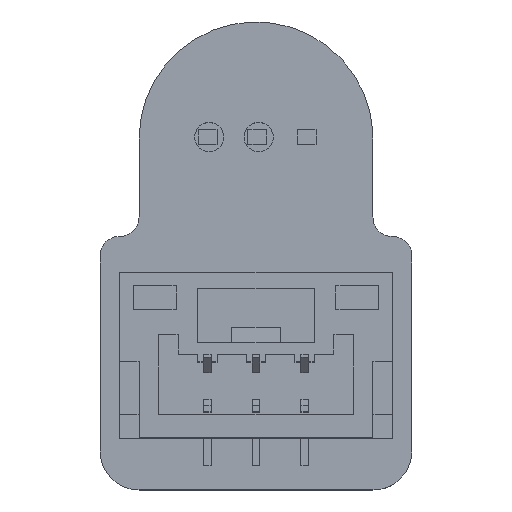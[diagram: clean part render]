
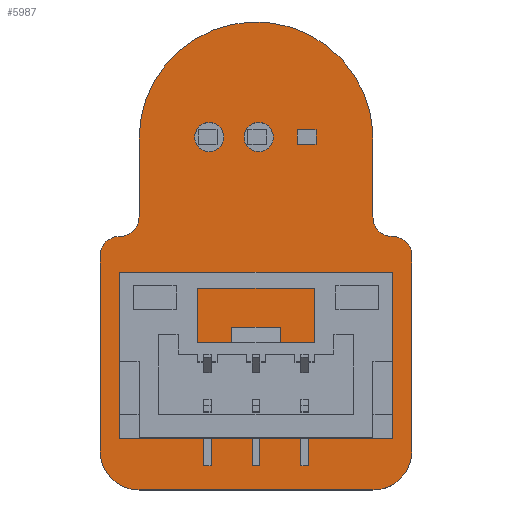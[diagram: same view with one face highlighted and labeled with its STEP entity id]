
A CAD part, top view. The second image highlights one B-rep face of the part: STEP entity #5987.
In plain terms, the highlighted planar face has unit normal (0, 0, 1).
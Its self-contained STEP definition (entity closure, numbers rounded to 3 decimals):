
#5733 = VERTEX_POINT('',#5734);
#5734 = CARTESIAN_POINT('',(139.,-81.,1.6));
#5740 = EDGE_CURVE('',#5733,#5741,#5743,.T.);
#5741 = VERTEX_POINT('',#5742);
#5742 = CARTESIAN_POINT('',(144.997,-80.825,1.6));
#5743 = CIRCLE('',#5744,3.001);
#5744 = AXIS2_PLACEMENT_3D('',#5745,#5746,#5747);
#5745 = CARTESIAN_POINT('',(142.001,-80.999,1.6));
#5746 = DIRECTION('',(0.,0.,-1.));
#5747 = DIRECTION('',(-1.,0.,-0.));
#5775 = VERTEX_POINT('',#5776);
#5776 = CARTESIAN_POINT('',(139.,-83.,1.6));
#5782 = EDGE_CURVE('',#5775,#5733,#5783,.T.);
#5783 = LINE('',#5784,#5785);
#5784 = CARTESIAN_POINT('',(139.,-83.,1.6));
#5785 = VECTOR('',#5786,1.);
#5786 = DIRECTION('',(0.,1.,0.));
#5804 = EDGE_CURVE('',#5741,#5805,#5807,.T.);
#5805 = VERTEX_POINT('',#5806);
#5806 = CARTESIAN_POINT('',(145.,-81.,1.6));
#5807 = LINE('',#5808,#5809);
#5808 = CARTESIAN_POINT('',(144.997,-80.825,1.6));
#5809 = VECTOR('',#5810,1.);
#5810 = DIRECTION('',(0.015,-1.,0.));
#5987 = ADVANCED_FACE('',(#5988,#6117,#6128),#6139,.T.);
#5988 = FACE_BOUND('',#5989,.T.);
#5989 = EDGE_LOOP('',(#5990,#5991,#5992,#6000,#6009,#6017,#6026,#6034,
    #6043,#6051,#6059,#6068,#6076,#6084,#6093,#6101,#6110,#6116));
#5990 = ORIENTED_EDGE('',*,*,#5740,.F.);
#5991 = ORIENTED_EDGE('',*,*,#5782,.F.);
#5992 = ORIENTED_EDGE('',*,*,#5993,.F.);
#5993 = EDGE_CURVE('',#5994,#5775,#5996,.T.);
#5994 = VERTEX_POINT('',#5995);
#5995 = CARTESIAN_POINT('',(138.998,-83.066,1.6));
#5996 = LINE('',#5997,#5998);
#5997 = CARTESIAN_POINT('',(138.998,-83.066,1.6));
#5998 = VECTOR('',#5999,1.);
#5999 = DIRECTION('',(0.033,0.999,0.));
#6000 = ORIENTED_EDGE('',*,*,#6001,.F.);
#6001 = EDGE_CURVE('',#6002,#5994,#6004,.T.);
#6002 = VERTEX_POINT('',#6003);
#6003 = CARTESIAN_POINT('',(138.5,-83.5,1.6));
#6004 = CIRCLE('',#6005,0.498);
#6005 = AXIS2_PLACEMENT_3D('',#6006,#6007,#6008);
#6006 = CARTESIAN_POINT('',(138.504,-83.002,1.6));
#6007 = DIRECTION('',(0.,0.,1.));
#6008 = DIRECTION('',(-0.008,-1.,0.));
#6009 = ORIENTED_EDGE('',*,*,#6010,.F.);
#6010 = EDGE_CURVE('',#6011,#6002,#6013,.T.);
#6011 = VERTEX_POINT('',#6012);
#6012 = CARTESIAN_POINT('',(138.434,-83.502,1.6));
#6013 = LINE('',#6014,#6015);
#6014 = CARTESIAN_POINT('',(138.434,-83.502,1.6));
#6015 = VECTOR('',#6016,1.);
#6016 = DIRECTION('',(0.999,0.033,0.));
#6017 = ORIENTED_EDGE('',*,*,#6018,.F.);
#6018 = EDGE_CURVE('',#6019,#6011,#6021,.T.);
#6019 = VERTEX_POINT('',#6020);
#6020 = CARTESIAN_POINT('',(138.,-84.,1.6));
#6021 = CIRCLE('',#6022,0.498);
#6022 = AXIS2_PLACEMENT_3D('',#6023,#6024,#6025);
#6023 = CARTESIAN_POINT('',(138.498,-83.996,1.6));
#6024 = DIRECTION('',(0.,0.,-1.));
#6025 = DIRECTION('',(-1.,-0.008,-0.));
#6026 = ORIENTED_EDGE('',*,*,#6027,.F.);
#6027 = EDGE_CURVE('',#6028,#6019,#6030,.T.);
#6028 = VERTEX_POINT('',#6029);
#6029 = CARTESIAN_POINT('',(138.,-89.,1.6));
#6030 = LINE('',#6031,#6032);
#6031 = CARTESIAN_POINT('',(138.,-89.,1.6));
#6032 = VECTOR('',#6033,1.);
#6033 = DIRECTION('',(0.,1.,0.));
#6034 = ORIENTED_EDGE('',*,*,#6035,.F.);
#6035 = EDGE_CURVE('',#6036,#6028,#6038,.T.);
#6036 = VERTEX_POINT('',#6037);
#6037 = CARTESIAN_POINT('',(139.,-90.,1.6));
#6038 = CIRCLE('',#6039,1.);
#6039 = AXIS2_PLACEMENT_3D('',#6040,#6041,#6042);
#6040 = CARTESIAN_POINT('',(139.,-89.,1.6));
#6041 = DIRECTION('',(0.,0.,-1.));
#6042 = DIRECTION('',(0.,-1.,0.));
#6043 = ORIENTED_EDGE('',*,*,#6044,.F.);
#6044 = EDGE_CURVE('',#6045,#6036,#6047,.T.);
#6045 = VERTEX_POINT('',#6046);
#6046 = CARTESIAN_POINT('',(145.,-90.,1.6));
#6047 = LINE('',#6048,#6049);
#6048 = CARTESIAN_POINT('',(145.,-90.,1.6));
#6049 = VECTOR('',#6050,1.);
#6050 = DIRECTION('',(-1.,0.,0.));
#6051 = ORIENTED_EDGE('',*,*,#6052,.F.);
#6052 = EDGE_CURVE('',#6053,#6045,#6055,.T.);
#6053 = VERTEX_POINT('',#6054);
#6054 = CARTESIAN_POINT('',(145.098,-89.998,1.6));
#6055 = LINE('',#6056,#6057);
#6056 = CARTESIAN_POINT('',(145.098,-89.998,1.6));
#6057 = VECTOR('',#6058,1.);
#6058 = DIRECTION('',(-1.,-0.024,0.));
#6059 = ORIENTED_EDGE('',*,*,#6060,.F.);
#6060 = EDGE_CURVE('',#6061,#6053,#6063,.T.);
#6061 = VERTEX_POINT('',#6062);
#6062 = CARTESIAN_POINT('',(146.,-89.,1.6));
#6063 = CIRCLE('',#6064,0.998);
#6064 = AXIS2_PLACEMENT_3D('',#6065,#6066,#6067);
#6065 = CARTESIAN_POINT('',(145.002,-89.004,1.6));
#6066 = DIRECTION('',(0.,0.,-1.));
#6067 = DIRECTION('',(1.,0.004,0.));
#6068 = ORIENTED_EDGE('',*,*,#6069,.F.);
#6069 = EDGE_CURVE('',#6070,#6061,#6072,.T.);
#6070 = VERTEX_POINT('',#6071);
#6071 = CARTESIAN_POINT('',(146.,-84.,1.6));
#6072 = LINE('',#6073,#6074);
#6073 = CARTESIAN_POINT('',(146.,-84.,1.6));
#6074 = VECTOR('',#6075,1.);
#6075 = DIRECTION('',(0.,-1.,0.));
#6076 = ORIENTED_EDGE('',*,*,#6077,.F.);
#6077 = EDGE_CURVE('',#6078,#6070,#6080,.T.);
#6078 = VERTEX_POINT('',#6079);
#6079 = CARTESIAN_POINT('',(145.998,-83.934,1.6));
#6080 = LINE('',#6081,#6082);
#6081 = CARTESIAN_POINT('',(145.998,-83.934,1.6));
#6082 = VECTOR('',#6083,1.);
#6083 = DIRECTION('',(0.033,-0.999,0.));
#6084 = ORIENTED_EDGE('',*,*,#6085,.F.);
#6085 = EDGE_CURVE('',#6086,#6078,#6088,.T.);
#6086 = VERTEX_POINT('',#6087);
#6087 = CARTESIAN_POINT('',(145.5,-83.5,1.6));
#6088 = CIRCLE('',#6089,0.498);
#6089 = AXIS2_PLACEMENT_3D('',#6090,#6091,#6092);
#6090 = CARTESIAN_POINT('',(145.504,-83.998,1.6));
#6091 = DIRECTION('',(0.,0.,-1.));
#6092 = DIRECTION('',(-0.008,1.,0.));
#6093 = ORIENTED_EDGE('',*,*,#6094,.F.);
#6094 = EDGE_CURVE('',#6095,#6086,#6097,.T.);
#6095 = VERTEX_POINT('',#6096);
#6096 = CARTESIAN_POINT('',(145.434,-83.498,1.6));
#6097 = LINE('',#6098,#6099);
#6098 = CARTESIAN_POINT('',(145.434,-83.498,1.6));
#6099 = VECTOR('',#6100,1.);
#6100 = DIRECTION('',(0.999,-0.033,0.));
#6101 = ORIENTED_EDGE('',*,*,#6102,.F.);
#6102 = EDGE_CURVE('',#6103,#6095,#6105,.T.);
#6103 = VERTEX_POINT('',#6104);
#6104 = CARTESIAN_POINT('',(145.,-83.,1.6));
#6105 = CIRCLE('',#6106,0.498);
#6106 = AXIS2_PLACEMENT_3D('',#6107,#6108,#6109);
#6107 = CARTESIAN_POINT('',(145.498,-83.004,1.6));
#6108 = DIRECTION('',(0.,0.,1.));
#6109 = DIRECTION('',(-1.,0.008,0.));
#6110 = ORIENTED_EDGE('',*,*,#6111,.F.);
#6111 = EDGE_CURVE('',#5805,#6103,#6112,.T.);
#6112 = LINE('',#6113,#6114);
#6113 = CARTESIAN_POINT('',(145.,-81.,1.6));
#6114 = VECTOR('',#6115,1.);
#6115 = DIRECTION('',(0.,-1.,0.));
#6116 = ORIENTED_EDGE('',*,*,#5804,.F.);
#6117 = FACE_BOUND('',#6118,.T.);
#6118 = EDGE_LOOP('',(#6119));
#6119 = ORIENTED_EDGE('',*,*,#6120,.T.);
#6120 = EDGE_CURVE('',#6121,#6121,#6123,.T.);
#6121 = VERTEX_POINT('',#6122);
#6122 = CARTESIAN_POINT('',(140.8,-81.325,1.6));
#6123 = CIRCLE('',#6124,0.375);
#6124 = AXIS2_PLACEMENT_3D('',#6125,#6126,#6127);
#6125 = CARTESIAN_POINT('',(140.8,-80.95,1.6));
#6126 = DIRECTION('',(-0.,0.,-1.));
#6127 = DIRECTION('',(-0.,-1.,0.));
#6128 = FACE_BOUND('',#6129,.T.);
#6129 = EDGE_LOOP('',(#6130));
#6130 = ORIENTED_EDGE('',*,*,#6131,.T.);
#6131 = EDGE_CURVE('',#6132,#6132,#6134,.T.);
#6132 = VERTEX_POINT('',#6133);
#6133 = CARTESIAN_POINT('',(142.07,-81.325,1.6));
#6134 = CIRCLE('',#6135,0.375);
#6135 = AXIS2_PLACEMENT_3D('',#6136,#6137,#6138);
#6136 = CARTESIAN_POINT('',(142.07,-80.95,1.6));
#6137 = DIRECTION('',(-0.,0.,-1.));
#6138 = DIRECTION('',(-0.,-1.,0.));
#6139 = PLANE('',#6140);
#6140 = AXIS2_PLACEMENT_3D('',#6141,#6142,#6143);
#6141 = CARTESIAN_POINT('',(0.,0.,1.6));
#6142 = DIRECTION('',(0.,0.,1.));
#6143 = DIRECTION('',(1.,0.,-0.));
